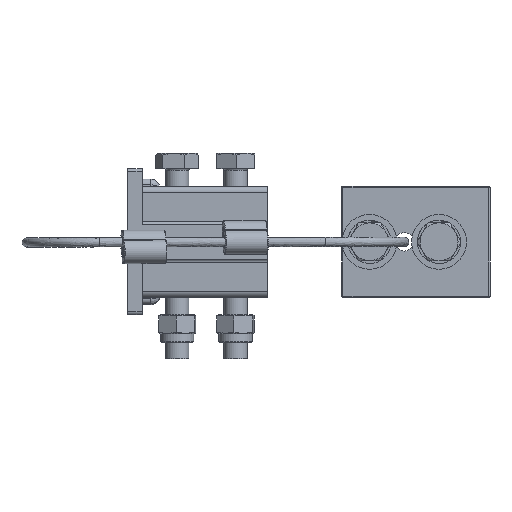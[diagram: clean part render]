
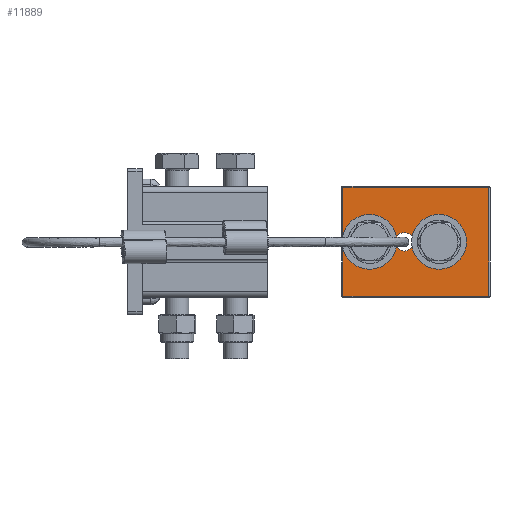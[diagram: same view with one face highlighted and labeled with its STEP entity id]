
A CAD part, front view. The second image highlights one B-rep face of the part: STEP entity #11889.
In plain terms, the highlighted face is planar.
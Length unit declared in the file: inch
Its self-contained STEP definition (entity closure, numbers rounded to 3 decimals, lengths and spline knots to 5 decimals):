
#432=FACE_BOUND('',#2361,.T.);
#433=FACE_BOUND('',#2362,.T.);
#434=FACE_BOUND('',#2363,.T.);
#1081=PLANE('',#12793);
#1667=FACE_OUTER_BOUND('',#2360,.T.);
#2360=EDGE_LOOP('',(#10449,#10450,#10451,#10452));
#2361=EDGE_LOOP('',(#10453));
#2362=EDGE_LOOP('',(#10454));
#2363=EDGE_LOOP('',(#10455));
#3421=LINE('',#28125,#4456);
#3426=LINE('',#28154,#4461);
#3428=LINE('',#28157,#4463);
#3441=LINE('',#28183,#4476);
#4456=VECTOR('',#15039,0.3937);
#4461=VECTOR('',#15074,0.3937);
#4463=VECTOR('',#15078,0.3937);
#4476=VECTOR('',#15111,0.3937);
#4658=CIRCLE('',#12794,0.177);
#4659=CIRCLE('',#12795,0.177);
#4660=CIRCLE('',#12796,0.125);
#5714=VERTEX_POINT('',#28096);
#5718=VERTEX_POINT('',#28110);
#5721=VERTEX_POINT('',#28117);
#5732=VERTEX_POINT('',#28150);
#5736=VERTEX_POINT('',#28188);
#5737=VERTEX_POINT('',#28190);
#5738=VERTEX_POINT('',#28192);
#7291=EDGE_CURVE('',#5721,#5714,#3421,.T.);
#7305=EDGE_CURVE('',#5718,#5732,#3426,.T.);
#7307=EDGE_CURVE('',#5732,#5721,#3428,.T.);
#7323=EDGE_CURVE('',#5714,#5718,#3441,.T.);
#7324=EDGE_CURVE('',#5736,#5736,#4658,.T.);
#7325=EDGE_CURVE('',#5737,#5737,#4659,.T.);
#7326=EDGE_CURVE('',#5738,#5738,#4660,.T.);
#10449=ORIENTED_EDGE('',*,*,#7305,.F.);
#10450=ORIENTED_EDGE('',*,*,#7323,.F.);
#10451=ORIENTED_EDGE('',*,*,#7291,.F.);
#10452=ORIENTED_EDGE('',*,*,#7307,.F.);
#10453=ORIENTED_EDGE('',*,*,#7324,.T.);
#10454=ORIENTED_EDGE('',*,*,#7325,.T.);
#10455=ORIENTED_EDGE('',*,*,#7326,.T.);
#11889=ADVANCED_FACE('',(#1667,#432,#433,#434),#1081,.T.);
#12793=AXIS2_PLACEMENT_3D('',#28187,#15118,#15119);
#12794=AXIS2_PLACEMENT_3D('',#28189,#15120,#15121);
#12795=AXIS2_PLACEMENT_3D('',#28191,#15122,#15123);
#12796=AXIS2_PLACEMENT_3D('',#28193,#15124,#15125);
#15039=DIRECTION('',(0.,1.,0.));
#15074=DIRECTION('',(0.,-1.,0.));
#15078=DIRECTION('',(0.,0.,-1.));
#15111=DIRECTION('',(0.,0.,1.));
#15118=DIRECTION('center_axis',(-1.,0.,0.));
#15119=DIRECTION('ref_axis',(0.,0.,1.));
#15120=DIRECTION('center_axis',(1.,0.,0.));
#15121=DIRECTION('ref_axis',(0.,0.,-1.));
#15122=DIRECTION('center_axis',(1.,0.,0.));
#15123=DIRECTION('ref_axis',(0.,0.,-1.));
#15124=DIRECTION('center_axis',(1.,0.,0.));
#15125=DIRECTION('ref_axis',(0.,0.,-1.));
#28096=CARTESIAN_POINT('',(-0.125,0.73438,0.01563));
#28110=CARTESIAN_POINT('',(-0.125,0.73438,1.98438));
#28117=CARTESIAN_POINT('',(-0.125,-0.73438,0.01563));
#28125=CARTESIAN_POINT('',(-0.125,-0.375,0.01563));
#28150=CARTESIAN_POINT('',(-0.125,-0.73438,1.98438));
#28154=CARTESIAN_POINT('',(-0.125,-0.375,1.98438));
#28157=CARTESIAN_POINT('',(-0.125,-0.73438,0.));
#28183=CARTESIAN_POINT('',(-0.125,0.73438,0.));
#28187=CARTESIAN_POINT('Origin',(-0.125,-0.75,0.));
#28188=CARTESIAN_POINT('',(-0.125,0.,0.552));
#28189=CARTESIAN_POINT('Origin',(-0.125,0.,
0.375));
#28190=CARTESIAN_POINT('',(-0.125,0.,1.4895));
#28191=CARTESIAN_POINT('Origin',(-0.125,0.,
1.3125));
#28192=CARTESIAN_POINT('',(-0.125,0.,0.96875));
#28193=CARTESIAN_POINT('Origin',(-0.125,0.,
0.84375));
